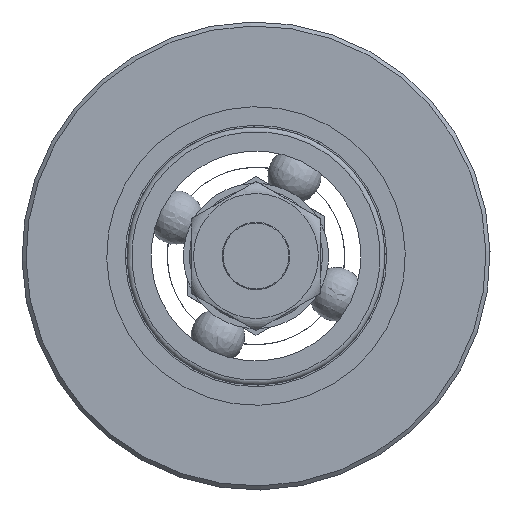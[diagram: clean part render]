
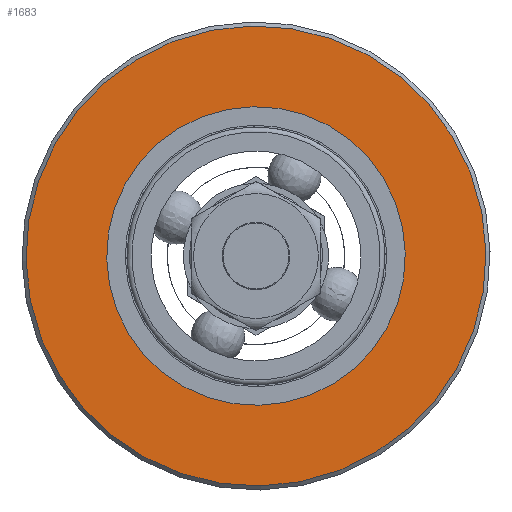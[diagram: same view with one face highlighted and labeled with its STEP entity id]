
A CAD part, front view. The second image highlights one B-rep face of the part: STEP entity #1683.
In plain terms, the highlighted planar face has unit normal (0, -1, 0).
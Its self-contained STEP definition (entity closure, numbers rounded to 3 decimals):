
#86=FACE_BOUND('',#306,.T.);
#122=PLANE('',#1847);
#198=FACE_OUTER_BOUND('',#305,.T.);
#305=EDGE_LOOP('',(#1171));
#306=EDGE_LOOP('',(#1172,#1173));
#549=CIRCLE('',#1846,28.5);
#550=CIRCLE('',#1848,18.5);
#551=CIRCLE('',#1849,18.5);
#694=VERTEX_POINT('',#2715);
#695=VERTEX_POINT('',#2719);
#696=VERTEX_POINT('',#2720);
#886=EDGE_CURVE('',#694,#694,#549,.T.);
#887=EDGE_CURVE('',#695,#696,#550,.T.);
#888=EDGE_CURVE('',#696,#695,#551,.T.);
#1171=ORIENTED_EDGE('',*,*,#886,.F.);
#1172=ORIENTED_EDGE('',*,*,#887,.T.);
#1173=ORIENTED_EDGE('',*,*,#888,.T.);
#1683=ADVANCED_FACE('',(#198,#86),#122,.F.);
#1846=AXIS2_PLACEMENT_3D('',#2717,#2185,#2186);
#1847=AXIS2_PLACEMENT_3D('',#2718,#2187,#2188);
#1848=AXIS2_PLACEMENT_3D('',#2721,#2189,#2190);
#1849=AXIS2_PLACEMENT_3D('',#2722,#2191,#2192);
#2185=DIRECTION('center_axis',(0.,1.,0.));
#2186=DIRECTION('ref_axis',(-0.946,0.,0.323));
#2187=DIRECTION('center_axis',(0.,1.,0.));
#2188=DIRECTION('ref_axis',(-0.946,0.,0.323));
#2189=DIRECTION('center_axis',(0.,1.,0.));
#2190=DIRECTION('ref_axis',(0.323,0.,0.946));
#2191=DIRECTION('center_axis',(0.,1.,0.));
#2192=DIRECTION('ref_axis',(0.323,0.,0.946));
#2715=CARTESIAN_POINT('',(26.968,-10.,-9.218));
#2717=CARTESIAN_POINT('Origin',(0.,-10.,0.));
#2718=CARTESIAN_POINT('Origin',(0.,-10.,0.));
#2719=CARTESIAN_POINT('',(5.984,-10.,17.506));
#2720=CARTESIAN_POINT('',(-5.984,-10.,-17.506));
#2721=CARTESIAN_POINT('Origin',(0.,-10.,0.));
#2722=CARTESIAN_POINT('Origin',(0.,-10.,0.));
